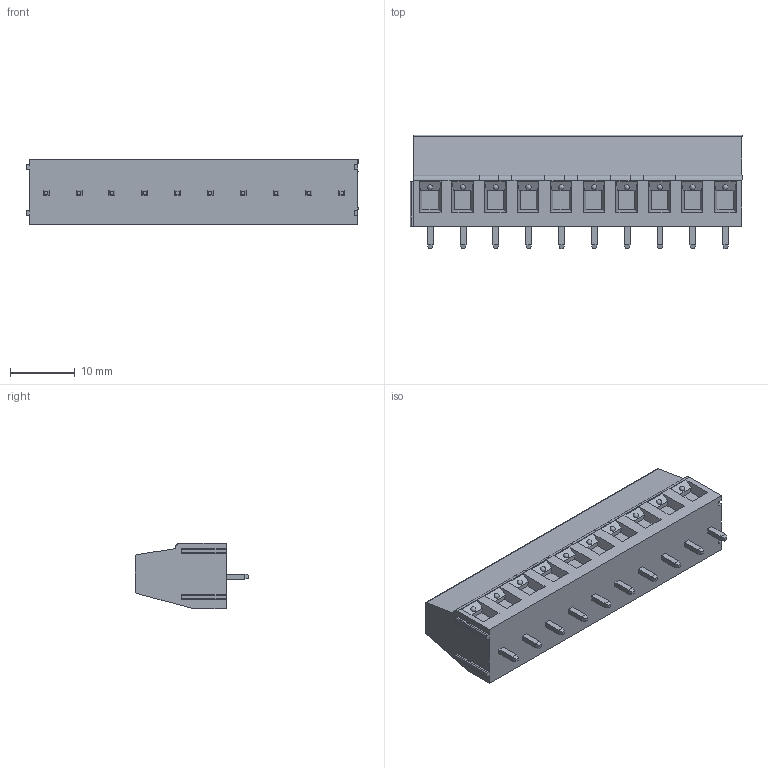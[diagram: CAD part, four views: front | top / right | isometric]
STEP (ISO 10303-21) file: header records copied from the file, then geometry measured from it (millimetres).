
FILE_DESCRIPTION( ('This file contains a STEP AP42 implementation' ,'as created by ZW3D STEP Interface translator.') ,'2;1' );
FILE_NAME( 'WJ128-5.08-10P-00A.stp' ,'23 331.111120', (''), ('ZWCAD Software Co.'), 'Version 1.0', 'ZW3D to STEP translator', '' );
FILE_SCHEMA(('AUTOMOTIVE_DESIGN { 1 0 10303 214 1 1 1 1 }'));
Length unit declared in the file: millimetre
Products named in the file (2): 0; WJ128-5.08-08P
Bounding box: 51.4 x 17.6 x 10.2 mm (x, y, z)
Volume: 5887.7 mm3; surface area: 3642.3 mm2
Topology: 1 solids, 1 shells, 639 faces, 1765 edges, 1140 vertices
Faces by surface type: plane 374, bspline 181, cone 60, cylinder 14, sphere 10
Entity records: 24973 total; most frequent: CARTESIAN_POINT 8719, ORIENTED_EDGE 3490, DIRECTION 2924, EDGE_CURVE 1745, VECTOR 1172, LINE 1172, VERTEX_POINT 1140, AXIS2_PLACEMENT_3D 876
